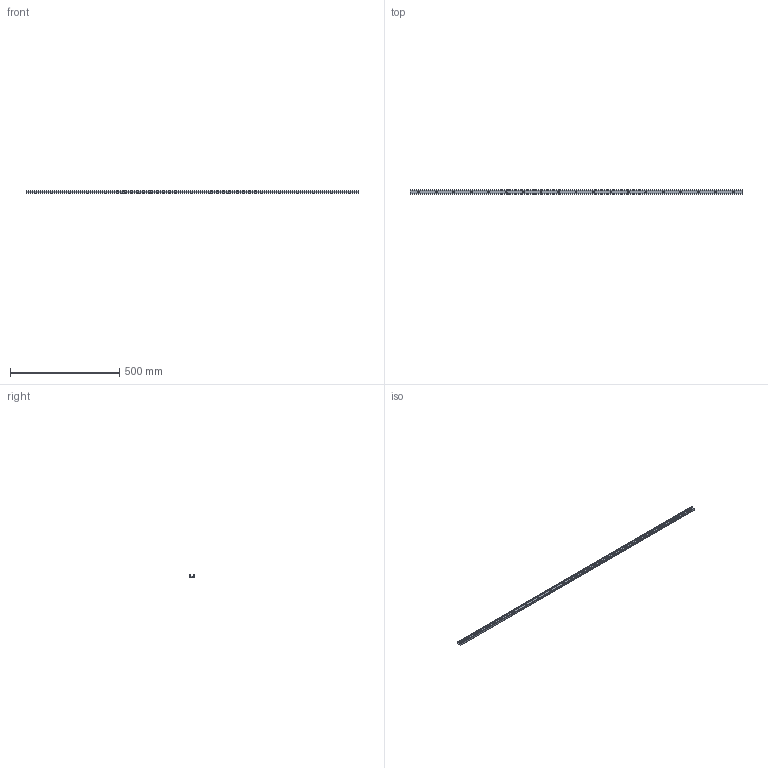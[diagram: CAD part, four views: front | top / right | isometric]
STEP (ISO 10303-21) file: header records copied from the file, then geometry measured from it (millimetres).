
FILE_DESCRIPTION (( 'STEP AP203' ), '1' );
FILE_NAME ('LUC-0-1520.step', '2024-05-13T17:21:50', ( '' ), ( '' ), 'SwSTEP 2.0', 'SolidWorks 2023', '' );
FILE_SCHEMA (( 'CONFIG_CONTROL_DESIGN' ));
Length unit declared in the file: inch
Products named in the file (1): LUC-0-1520
Bounding box: 1520 x 19.99 x 11 mm (x, y, z)
Volume: 163950.6 mm3; surface area: 112037 mm2
Topology: 1 solids, 1 shells, 117 faces, 288 edges, 192 vertices
Faces by surface type: cylinder 87, plane 30
Entity records: 3711 total; most frequent: DIRECTION 698, CARTESIAN_POINT 598, ORIENTED_EDGE 576, AXIS2_PLACEMENT_3D 292, EDGE_CURVE 288, VERTEX_POINT 192, EDGE_LOOP 174, CIRCLE 174
